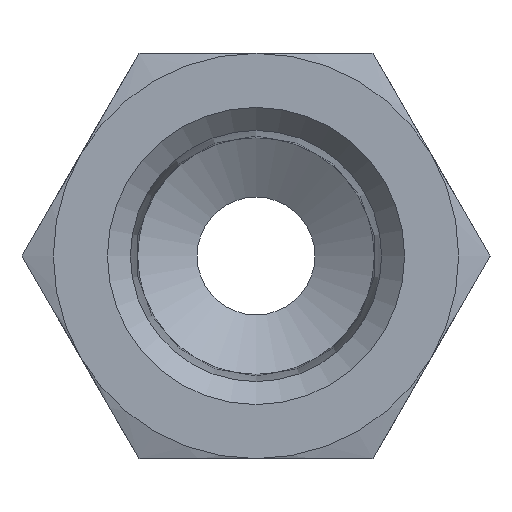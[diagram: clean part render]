
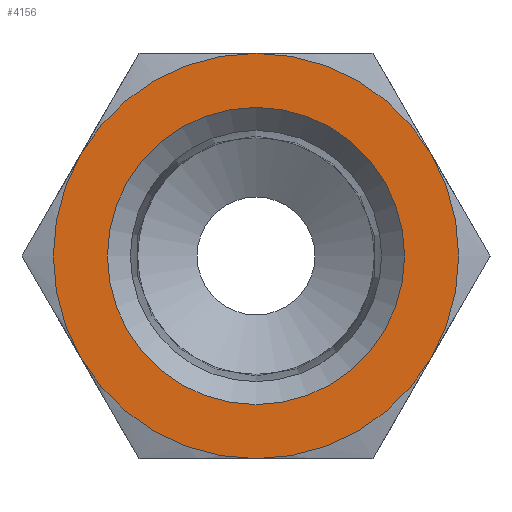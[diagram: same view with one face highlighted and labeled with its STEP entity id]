
A CAD part, left-side view. The second image highlights one B-rep face of the part: STEP entity #4156.
In plain terms, the highlighted planar face has unit normal (-1, 0, 0).
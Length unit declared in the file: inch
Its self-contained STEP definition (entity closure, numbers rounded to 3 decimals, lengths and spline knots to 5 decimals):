
#2944=CARTESIAN_POINT('',(0.0,0.,0.375));
#2945=VERTEX_POINT('',#2944);
#3520=CARTESIAN_POINT('',(0.0,0.,0.275));
#3521=VERTEX_POINT('',#3520);
#3522=CARTESIAN_POINT('',(0.0,0.,0.));
#3523=DIRECTION('',(1.0,0.0,0.0));
#3524=DIRECTION('',(0.0,0.0,-1.0));
#3525=AXIS2_PLACEMENT_3D('',#3522,#3523,#3524);
#3526=CIRCLE('',#3525,0.275);
#3527=EDGE_CURVE('',#3521,#3521,#3526,.T.);
#3807=CARTESIAN_POINT('',(0.0,0.32476,0.1875));
#3808=VERTEX_POINT('',#3807);
#3822=CARTESIAN_POINT('',(0.0,0.0,0.0));
#3823=DIRECTION('',(-1.0,0.0,0.0));
#3824=DIRECTION('',(0.0,1.0,0.0));
#3825=AXIS2_PLACEMENT_3D('',#3822,#3823,#3824);
#3826=CIRCLE('',#3825,0.375);
#3827=EDGE_CURVE('',#2945,#3808,#3826,.T.);
#3837=CARTESIAN_POINT('',(0.0,-0.32476,0.1875));
#3838=VERTEX_POINT('',#3837);
#3853=CARTESIAN_POINT('',(0.0,0.0,0.0));
#3854=DIRECTION('',(-1.0,0.0,0.0));
#3855=DIRECTION('',(0.0,1.0,0.0));
#3856=AXIS2_PLACEMENT_3D('',#3853,#3854,#3855);
#3857=CIRCLE('',#3856,0.375);
#3858=EDGE_CURVE('',#3838,#2945,#3857,.T.);
#3870=CARTESIAN_POINT('',(0.0,-0.32476,-0.1875));
#3871=VERTEX_POINT('',#3870);
#3898=CARTESIAN_POINT('',(0.0,0.0,0.0));
#3899=DIRECTION('',(-1.0,0.0,0.0));
#3900=DIRECTION('',(0.0,1.0,0.0));
#3901=AXIS2_PLACEMENT_3D('',#3898,#3899,#3900);
#3902=CIRCLE('',#3901,0.375);
#3903=EDGE_CURVE('',#3871,#3838,#3902,.T.);
#3928=CARTESIAN_POINT('',(0.0,0.0,-0.375));
#3929=VERTEX_POINT('',#3928);
#3930=CARTESIAN_POINT('',(0.0,0.0,0.0));
#3931=DIRECTION('',(-1.0,0.0,0.0));
#3932=DIRECTION('',(0.0,1.0,0.0));
#3933=AXIS2_PLACEMENT_3D('',#3930,#3931,#3932);
#3934=CIRCLE('',#3933,0.375);
#3935=EDGE_CURVE('',#3929,#3871,#3934,.T.);
#3973=CARTESIAN_POINT('',(0.0,0.32476,-0.1875));
#3974=VERTEX_POINT('',#3973);
#3975=CARTESIAN_POINT('',(0.0,0.0,0.0));
#3976=DIRECTION('',(-1.0,0.0,0.0));
#3977=DIRECTION('',(0.0,1.0,0.0));
#3978=AXIS2_PLACEMENT_3D('',#3975,#3976,#3977);
#3979=CIRCLE('',#3978,0.375);
#3980=EDGE_CURVE('',#3974,#3929,#3979,.T.);
#4018=CARTESIAN_POINT('',(0.0,0.0,0.0));
#4019=DIRECTION('',(-1.0,0.0,0.0));
#4020=DIRECTION('',(0.0,1.0,0.0));
#4021=AXIS2_PLACEMENT_3D('',#4018,#4019,#4020);
#4022=CIRCLE('',#4021,0.375);
#4023=EDGE_CURVE('',#3808,#3974,#4022,.T.);
#4140=CARTESIAN_POINT('',(0.0,0.,0.));
#4141=DIRECTION('',(1.0,0.0,0.0));
#4142=DIRECTION('',(0.0,0.0,-1.0));
#4143=AXIS2_PLACEMENT_3D('',#4140,#4141,#4142);
#4144=PLANE('',#4143);
#4145=ORIENTED_EDGE('',*,*,#4023,.T.);
#4146=ORIENTED_EDGE('',*,*,#3980,.T.);
#4147=ORIENTED_EDGE('',*,*,#3935,.T.);
#4148=ORIENTED_EDGE('',*,*,#3903,.T.);
#4149=ORIENTED_EDGE('',*,*,#3858,.T.);
#4150=ORIENTED_EDGE('',*,*,#3827,.T.);
#4151=EDGE_LOOP('',(#4145,#4146,#4147,#4148,#4149,#4150));
#4152=FACE_OUTER_BOUND('',#4151,.T.);
#4153=ORIENTED_EDGE('',*,*,#3527,.T.);
#4154=EDGE_LOOP('',(#4153));
#4155=FACE_BOUND('',#4154,.T.);
#4156=ADVANCED_FACE('',(#4152,#4155),#4144,.F.);
